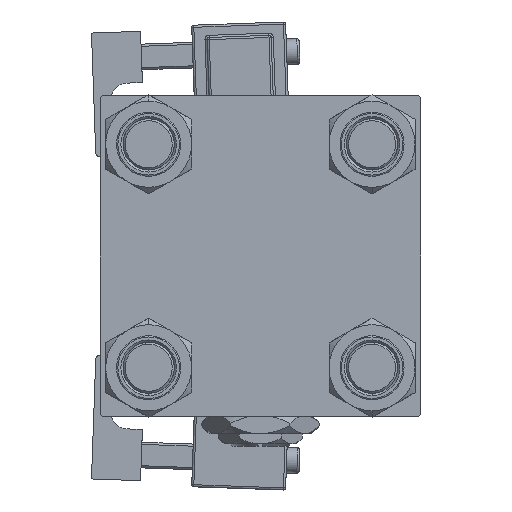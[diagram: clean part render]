
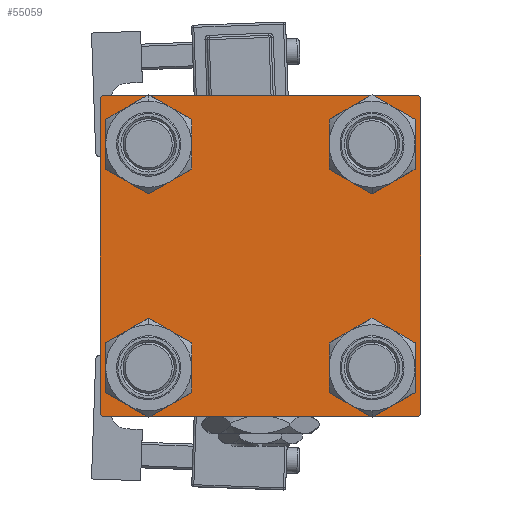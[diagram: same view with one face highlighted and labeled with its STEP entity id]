
A CAD part, left-side view. The second image highlights one B-rep face of the part: STEP entity #55059.
In plain terms, the highlighted planar face has unit normal (-1, 0, 0).
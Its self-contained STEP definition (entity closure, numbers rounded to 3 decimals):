
#532 = CARTESIAN_POINT ( 'NONE',  ( 0., -26.15, 26.15 ) ) ;
#1068 = ORIENTED_EDGE ( 'NONE', *, *, #56266, .T. ) ;
#1345 = CARTESIAN_POINT ( 'NONE',  ( 0., 26.15, 26.15 ) ) ;
#1407 = FACE_OUTER_BOUND ( 'NONE', #24590, .T. ) ;
#1690 = DIRECTION ( 'NONE',  ( -1., 0., 0. ) ) ;
#1724 = DIRECTION ( 'NONE',  ( 1., 0., 0. ) ) ;
#1917 = VERTEX_POINT ( 'NONE', #32644 ) ;
#2840 = CARTESIAN_POINT ( 'NONE',  ( 0., -26.15, -26.15 ) ) ;
#3387 = DIRECTION ( 'NONE',  ( 0., 0., -1. ) ) ;
#5308 = VECTOR ( 'NONE', #3387, 1000. ) ;
#5573 = CIRCLE ( 'NONE', #32840, 6.5 ) ;
#5766 = EDGE_CURVE ( 'NONE', #41689, #22715, #38844, .T. ) ;
#6161 = AXIS2_PLACEMENT_3D ( 'NONE', #1345, #26900, #31185 ) ;
#6781 = VERTEX_POINT ( 'NONE', #34390 ) ;
#7117 = ORIENTED_EDGE ( 'NONE', *, *, #24835, .F. ) ;
#7226 = EDGE_LOOP ( 'NONE', ( #33258, #50191 ) ) ;
#7408 = VECTOR ( 'NONE', #33113, 1000. ) ;
#7597 = DIRECTION ( 'NONE',  ( 1., 0., 0. ) ) ;
#7727 = CARTESIAN_POINT ( 'NONE',  ( 0., 37.5, -37. ) ) ;
#7920 = DIRECTION ( 'NONE',  ( 0., 0., 1. ) ) ;
#8052 = ORIENTED_EDGE ( 'NONE', *, *, #36127, .T. ) ;
#8349 = ORIENTED_EDGE ( 'NONE', *, *, #34034, .T. ) ;
#8732 = EDGE_CURVE ( 'NONE', #33979, #31836, #40789, .T. ) ;
#8886 = AXIS2_PLACEMENT_3D ( 'NONE', #53793, #1724, #40955 ) ;
#9504 = EDGE_CURVE ( 'NONE', #6781, #31508, #17005, .T. ) ;
#10117 = LINE ( 'NONE', #37392, #7408 ) ;
#10779 = CARTESIAN_POINT ( 'NONE',  ( 0., 0., 0. ) ) ;
#11431 = ORIENTED_EDGE ( 'NONE', *, *, #35807, .T. ) ;
#11490 = AXIS2_PLACEMENT_3D ( 'NONE', #2840, #46080, #42358 ) ;
#11598 = LINE ( 'NONE', #42309, #30547 ) ;
#12498 = VERTEX_POINT ( 'NONE', #29521 ) ;
#12840 = VERTEX_POINT ( 'NONE', #16078 ) ;
#13256 = CARTESIAN_POINT ( 'NONE',  ( 0., 26.15, 19.65 ) ) ;
#14041 = AXIS2_PLACEMENT_3D ( 'NONE', #50857, #7597, #28626 ) ;
#14217 = DIRECTION ( 'NONE',  ( 0., -0.707, -0.707 ) ) ;
#14281 = CARTESIAN_POINT ( 'NONE',  ( 0., 26.15, -32.65 ) ) ;
#14482 = FACE_BOUND ( 'NONE', #45350, .T. ) ;
#15575 = EDGE_CURVE ( 'NONE', #12498, #6781, #20880, .T. ) ;
#15582 = DIRECTION ( 'NONE',  ( 0., -1., 0. ) ) ;
#15683 = VERTEX_POINT ( 'NONE', #30814 ) ;
#16050 = VERTEX_POINT ( 'NONE', #21648 ) ;
#16076 = ORIENTED_EDGE ( 'NONE', *, *, #51220, .T. ) ;
#16078 = CARTESIAN_POINT ( 'NONE',  ( 0., -26.15, -19.65 ) ) ;
#17005 = LINE ( 'NONE', #39198, #5308 ) ;
#17362 = VECTOR ( 'NONE', #23811, 1000. ) ;
#18165 = ORIENTED_EDGE ( 'NONE', *, *, #9504, .T. ) ;
#18402 = DIRECTION ( 'NONE',  ( 1., 0., 0. ) ) ;
#19262 = CARTESIAN_POINT ( 'NONE',  ( 0., 37.25, 37.25 ) ) ;
#20204 = EDGE_CURVE ( 'NONE', #15683, #43078, #51140, .T. ) ;
#20256 = ORIENTED_EDGE ( 'NONE', *, *, #15575, .T. ) ;
#20507 = DIRECTION ( 'NONE',  ( 0., 0., -1. ) ) ;
#20880 = LINE ( 'NONE', #19262, #17362 ) ;
#21098 = EDGE_CURVE ( 'NONE', #31836, #33979, #37617, .T. ) ;
#21648 = CARTESIAN_POINT ( 'NONE',  ( 0., 37., -37.5 ) ) ;
#22178 = AXIS2_PLACEMENT_3D ( 'NONE', #532, #18402, #35196 ) ;
#22504 = ORIENTED_EDGE ( 'NONE', *, *, #27057, .F. ) ;
#22715 = VERTEX_POINT ( 'NONE', #14281 ) ;
#22861 = DIRECTION ( 'NONE',  ( 0., -1., 0. ) ) ;
#22934 = LINE ( 'NONE', #36864, #38967 ) ;
#22987 = FACE_BOUND ( 'NONE', #23881, .T. ) ;
#23196 = AXIS2_PLACEMENT_3D ( 'NONE', #44832, #37401, #24294 ) ;
#23295 = CARTESIAN_POINT ( 'NONE',  ( 0., 37.25, -37.25 ) ) ;
#23811 = DIRECTION ( 'NONE',  ( 0., 0.707, -0.707 ) ) ;
#23881 = EDGE_LOOP ( 'NONE', ( #46458, #8052 ) ) ;
#24294 = DIRECTION ( 'NONE',  ( 0., 0., 1. ) ) ;
#24590 = EDGE_LOOP ( 'NONE', ( #18165, #8349, #16076, #1068, #7117, #11431, #22504, #20256 ) ) ;
#24835 = EDGE_CURVE ( 'NONE', #26018, #30966, #42159, .T. ) ;
#24838 = CARTESIAN_POINT ( 'NONE',  ( 0., 26.15, 32.65 ) ) ;
#25620 = VECTOR ( 'NONE', #14217, 1000. ) ;
#25707 = CARTESIAN_POINT ( 'NONE',  ( 0., -26.15, -26.15 ) ) ;
#26018 = VERTEX_POINT ( 'NONE', #43733 ) ;
#26900 = DIRECTION ( 'NONE',  ( 1., 0., 0. ) ) ;
#27057 = EDGE_CURVE ( 'NONE', #12498, #31964, #52230, .T. ) ;
#27254 = FACE_BOUND ( 'NONE', #7226, .T. ) ;
#27958 = VECTOR ( 'NONE', #20507, 1000. ) ;
#28626 = DIRECTION ( 'NONE',  ( 0., 0., 1. ) ) ;
#28775 = CARTESIAN_POINT ( 'NONE',  ( 0., -37.5, 37.5 ) ) ;
#29521 = CARTESIAN_POINT ( 'NONE',  ( 0., 37., 37.5 ) ) ;
#29902 = ORIENTED_EDGE ( 'NONE', *, *, #38265, .T. ) ;
#30202 = CIRCLE ( 'NONE', #51126, 6.5 ) ;
#30547 = VECTOR ( 'NONE', #15582, 1000. ) ;
#30814 = CARTESIAN_POINT ( 'NONE',  ( 0., -26.15, 19.65 ) ) ;
#30966 = VERTEX_POINT ( 'NONE', #43404 ) ;
#31185 = DIRECTION ( 'NONE',  ( 0., 0., 1. ) ) ;
#31270 = LINE ( 'NONE', #23295, #25620 ) ;
#31508 = VERTEX_POINT ( 'NONE', #7727 ) ;
#31836 = VERTEX_POINT ( 'NONE', #13256 ) ;
#31964 = VERTEX_POINT ( 'NONE', #44816 ) ;
#32644 = CARTESIAN_POINT ( 'NONE',  ( 0., -26.15, -32.65 ) ) ;
#32840 = AXIS2_PLACEMENT_3D ( 'NONE', #25707, #55907, #34808 ) ;
#33113 = DIRECTION ( 'NONE',  ( 0., 0.707, 0.707 ) ) ;
#33258 = ORIENTED_EDGE ( 'NONE', *, *, #44841, .T. ) ;
#33885 = CARTESIAN_POINT ( 'NONE',  ( 0., -26.15, 32.65 ) ) ;
#33979 = VERTEX_POINT ( 'NONE', #24838 ) ;
#34034 = EDGE_CURVE ( 'NONE', #31508, #16050, #31270, .T. ) ;
#34299 = VERTEX_POINT ( 'NONE', #42645 ) ;
#34390 = CARTESIAN_POINT ( 'NONE',  ( 0., 37.5, 37. ) ) ;
#34808 = DIRECTION ( 'NONE',  ( 0., 0., 1. ) ) ;
#35196 = DIRECTION ( 'NONE',  ( 0., 0., 1. ) ) ;
#35807 = EDGE_CURVE ( 'NONE', #26018, #31964, #10117, .T. ) ;
#35987 = CIRCLE ( 'NONE', #11490, 6.5 ) ;
#36127 = EDGE_CURVE ( 'NONE', #1917, #12840, #5573, .T. ) ;
#36368 = DIRECTION ( 'NONE',  ( 0., 0., 1. ) ) ;
#36864 = CARTESIAN_POINT ( 'NONE',  ( 0., -37.25, -37.25 ) ) ;
#37392 = CARTESIAN_POINT ( 'NONE',  ( 0., -37.25, 37.25 ) ) ;
#37401 = DIRECTION ( 'NONE',  ( 1., 0., 0. ) ) ;
#37617 = CIRCLE ( 'NONE', #14041, 6.5 ) ;
#38265 = EDGE_CURVE ( 'NONE', #22715, #41689, #30202, .T. ) ;
#38844 = CIRCLE ( 'NONE', #8886, 6.5 ) ;
#38967 = VECTOR ( 'NONE', #54258, 1000. ) ;
#39198 = CARTESIAN_POINT ( 'NONE',  ( 0., 37.5, 37.5 ) ) ;
#40349 = FACE_BOUND ( 'NONE', #43047, .T. ) ;
#40789 = CIRCLE ( 'NONE', #6161, 6.5 ) ;
#40955 = DIRECTION ( 'NONE',  ( 0., 0., 1. ) ) ;
#41460 = ORIENTED_EDGE ( 'NONE', *, *, #8732, .T. ) ;
#41689 = VERTEX_POINT ( 'NONE', #53961 ) ;
#42159 = LINE ( 'NONE', #28775, #27958 ) ;
#42309 = CARTESIAN_POINT ( 'NONE',  ( 0., 37.5, -37.5 ) ) ;
#42358 = DIRECTION ( 'NONE',  ( 0., 0., 1. ) ) ;
#42645 = CARTESIAN_POINT ( 'NONE',  ( 0., -37., -37.5 ) ) ;
#43047 = EDGE_LOOP ( 'NONE', ( #41460, #46781 ) ) ;
#43078 = VERTEX_POINT ( 'NONE', #33885 ) ;
#43167 = ORIENTED_EDGE ( 'NONE', *, *, #5766, .T. ) ;
#43404 = CARTESIAN_POINT ( 'NONE',  ( 0., -37.5, -37. ) ) ;
#43733 = CARTESIAN_POINT ( 'NONE',  ( 0., -37.5, 37. ) ) ;
#44816 = CARTESIAN_POINT ( 'NONE',  ( 0., -37., 37.5 ) ) ;
#44832 = CARTESIAN_POINT ( 'NONE',  ( 0., -26.15, 26.15 ) ) ;
#44841 = EDGE_CURVE ( 'NONE', #43078, #15683, #49601, .T. ) ;
#45345 = VECTOR ( 'NONE', #22861, 1000. ) ;
#45350 = EDGE_LOOP ( 'NONE', ( #43167, #29902 ) ) ;
#46080 = DIRECTION ( 'NONE',  ( 1., 0., 0. ) ) ;
#46458 = ORIENTED_EDGE ( 'NONE', *, *, #47593, .T. ) ;
#46781 = ORIENTED_EDGE ( 'NONE', *, *, #21098, .T. ) ;
#47480 = DIRECTION ( 'NONE',  ( 1., 0., 0. ) ) ;
#47593 = EDGE_CURVE ( 'NONE', #12840, #1917, #35987, .T. ) ;
#47966 = CARTESIAN_POINT ( 'NONE',  ( 0., 37.5, 37.5 ) ) ;
#49214 = PLANE ( 'NONE',  #52560 ) ;
#49601 = CIRCLE ( 'NONE', #23196, 6.5 ) ;
#50191 = ORIENTED_EDGE ( 'NONE', *, *, #20204, .T. ) ;
#50857 = CARTESIAN_POINT ( 'NONE',  ( 0., 26.15, 26.15 ) ) ;
#51126 = AXIS2_PLACEMENT_3D ( 'NONE', #51190, #47480, #7920 ) ;
#51140 = CIRCLE ( 'NONE', #22178, 6.5 ) ;
#51190 = CARTESIAN_POINT ( 'NONE',  ( 0., 26.15, -26.15 ) ) ;
#51220 = EDGE_CURVE ( 'NONE', #16050, #34299, #11598, .T. ) ;
#52230 = LINE ( 'NONE', #47966, #45345 ) ;
#52560 = AXIS2_PLACEMENT_3D ( 'NONE', #10779, #1690, #36368 ) ;
#53793 = CARTESIAN_POINT ( 'NONE',  ( 0., 26.15, -26.15 ) ) ;
#53961 = CARTESIAN_POINT ( 'NONE',  ( 0., 26.15, -19.65 ) ) ;
#54258 = DIRECTION ( 'NONE',  ( 0., -0.707, 0.707 ) ) ;
#55059 = ADVANCED_FACE ( 'NONE', ( #27254, #22987, #14482, #40349, #1407 ), #49214, .T. ) ;
#55907 = DIRECTION ( 'NONE',  ( 1., 0., 0. ) ) ;
#56266 = EDGE_CURVE ( 'NONE', #34299, #30966, #22934, .T. ) ;
